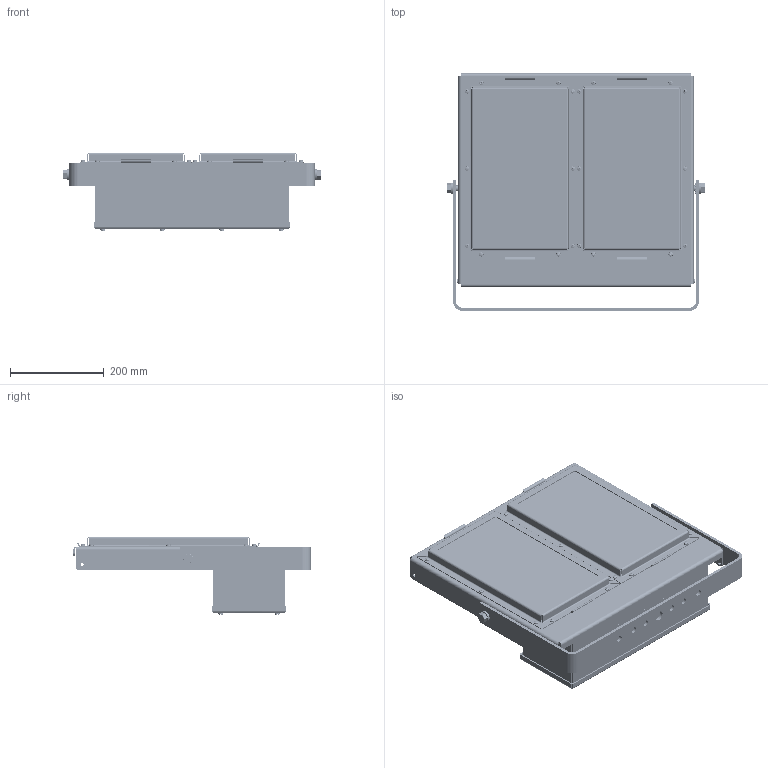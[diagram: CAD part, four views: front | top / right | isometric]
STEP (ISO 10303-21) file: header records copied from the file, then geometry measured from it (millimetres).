
FILE_DESCRIPTION(/* description */ ('BASEPLATE, FRONT, KFLH'),/* implementation_level */ '2;1');
FILE_NAME(/* name */ '24004.stp',/* time_stamp */ '2017-08-29T11:01:30+06:00',/* author */ ('avenkatesan'),/* organization */ (''),/* preprocessor_version */ 'ST-DEVELOPER v16.1',/* originating_system */ 'Autodesk Inventor 2016',/* authorisation */ '');
FILE_SCHEMA (('AUTOMOTIVE_DESIGN { 1 0 10303 214 3 1 1 }'));
Products named in the file (38): 23591-3; FHS-832-6; FHS-832-16; 23591-3_1; 23293; LED_CREE_XM_L; 1041880210; 23292AAAB; ASME B18.21.1 - 9_16(1); ANSI_ASME B18.2.1 - 1_2-13 UNC - 1(2); ASME B18.21.1 - 1_2. Carbon Steel(4); ANSI B18.2.2 - 1_2 - 13(2); 24648; 16322BABB; 23879; 23006; 23480; 23509; 24007; 23666-ORING; 24007_1; 23592-3; 23981; YOWM062032-MK6-3; 93057239; 3D-STP for F-can Enclosure; ANSI B18.6.4 - 4-40 UNC - 0.25(11) F I; ANSI B18.6.4 - 10-32 UNF - 0.375(11) F I; 24184; 24186-COMPRESSED; 24185; 24214; 23309; 0861201B; 24874; 15884-6; 50008; 24004
Assembly tree (167 placements, depth 3):
  24004
    23591-3_1
      23591-3
      FHS-832-6  x6
      FHS-832-16  x4
    23292AAAB  x6
      23293
      LED_CREE_XM_L
      1041880210
    ASME B18.21.1 - 9_16(1)  x2
    ANSI_ASME B18.2.1 - 1_2-13 UNC - 1(2)  x2
    ASME B18.21.1 - 1_2. Carbon Steel(4)  x2
    ANSI B18.2.2 - 1_2 - 13(2)  x2
    24648
    16322BABB  x4
    23879
    23006  x2
    23480  x2
    23509  x2
    24007_1  x2
      24007
      23666-ORING
    23592-3  x2
    23981  x2
    YOWM062032-MK6-3
    93057239
    3D-STP for F-can Enclosure  x2
    ANSI B18.6.4 - 4-40 UNC - 0.25(11) F I  x30
    ANSI B18.6.4 - 10-32 UNF - 0.375(11) F I  x22
    24184
    24186-COMPRESSED
    24185
    24214  x2
    23309  x4
    0861201B  x8
    24874
    15884-6  x8
    50008  x16
Bounding box: 552.27 x 507.66 x 167.34 mm (x, y, z)
Volume: 4163966.4 mm3; surface area: 3117735.3 mm2
Topology: 281 solids, 285 shells, 9218 faces, 24229 edges, 15710 vertices
Faces by surface type: plane 4459, cylinder 2256, cone 1049, torus 726, bspline 540, sphere 188
Full cylindrical faces by diameter (mm): 2.616 x8, 2.667 x46, 2.845 x30, 3.175 x30, 3.306 x12, 3.556 x2, 3.658 x30, 4.14 x10, 4.166 x40, 4.293 x20, 4.366 x16, 4.496 x28, 4.762 x28, 4.826 x126, 5.08 x8, 5.117 x10, 5.156 x4, 5.181 x4, 5.94 x8, 6.35 x32, 7.036 x8, 7.54 x8, 7.671 x20, 8.18 x8, 9.009 x2, 9.525 x2, 10.516 x8, 10.592 x2, 11.43 x16, 11.684 x8
Entity records: 91012 total; most frequent: CARTESIAN_POINT 25259, DIRECTION 13513, ORIENTED_EDGE 12588, EDGE_CURVE 6294, AXIS2_PLACEMENT_3D 5055, VERTEX_POINT 4133, EDGE_LOOP 3431, LINE 3403
